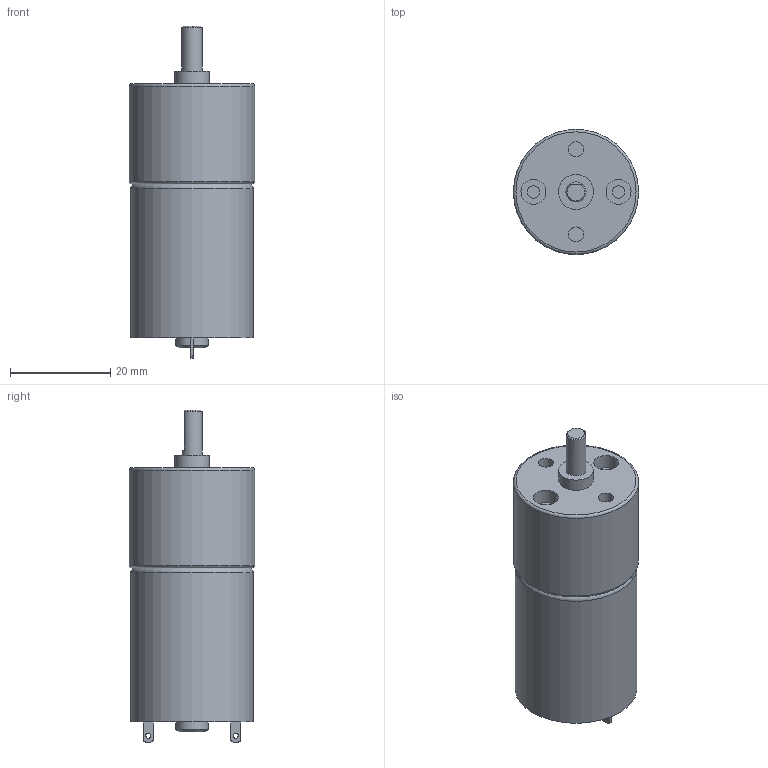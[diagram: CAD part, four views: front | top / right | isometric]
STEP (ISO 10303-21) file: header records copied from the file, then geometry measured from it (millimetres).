
FILE_DESCRIPTION(/* description */ (''),/* implementation_level */ '2;1');
FILE_NAME(/* name */ 'dc motor2 v1_v1.step',/* time_stamp */ '2024-09-27T23:02:48-04:00',/* author */ (''),/* organization */ (''),/* preprocessor_version */ 'ST-DEVELOPER v20',/* originating_system */ 'Autodesk Translation Framework v13.14.0.145',/* authorisation */ '');
FILE_SCHEMA (('AUTOMOTIVE_DESIGN { 1 0 10303 214 3 1 1 }'));
Length unit declared in the file: millimetre
Products named in the file (1): dc motor2 v1
Bounding box: 25 x 25 x 66.3 mm (x, y, z)
Volume: 24266.1 mm3; surface area: 5446.7 mm2
Topology: 1 solids, 1 shells, 46 faces, 95 edges, 63 vertices
Faces by surface type: plane 24, cylinder 17, torus 3, cone 2
Full cylindrical faces by diameter (mm): 1 x2, 2.5 x2, 3 x2, 4 x1, 5 x2, 6.5 x1, 7 x1, 24.4 x1, 25 x1
Entity records: 1310 total; most frequent: DIRECTION 234, CARTESIAN_POINT 209, ORIENTED_EDGE 190, EDGE_CURVE 95, AXIS2_PLACEMENT_3D 94, VERTEX_POINT 63, EDGE_LOOP 62, CIRCLE 47
